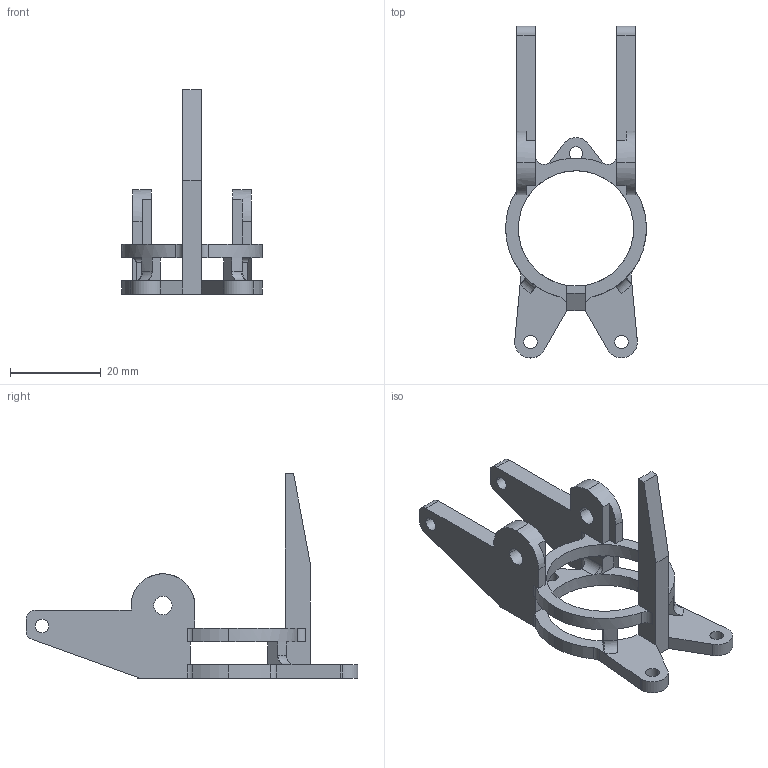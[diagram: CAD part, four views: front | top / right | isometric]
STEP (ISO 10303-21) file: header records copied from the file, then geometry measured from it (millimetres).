
FILE_DESCRIPTION (( 'STEP AP214' ), '1' );
FILE_NAME ('3dp_femur-leg.STEP', '2021-03-30T02:05:00', ( '' ), ( '' ), 'SwSTEP 2.0', 'SolidWorks 2016', '' );
FILE_SCHEMA (( 'AUTOMOTIVE_DESIGN' ));
Length unit declared in the file: millimetre
Products named in the file (1): 3dp_femur-leg
Bounding box: 30.99 x 73.04 x 45 mm (x, y, z)
Volume: 6990.4 mm3; surface area: 6364.5 mm2
Topology: 1 solids, 1 shells, 121 faces, 380 edges, 252 vertices
Faces by surface type: cylinder 60, plane 51, bspline 8, torus 2
Entity records: 4545 total; most frequent: CARTESIAN_POINT 1061, ORIENTED_EDGE 760, DIRECTION 710, EDGE_CURVE 380, AXIS2_PLACEMENT_3D 254, VERTEX_POINT 252, LINE 202, VECTOR 202
